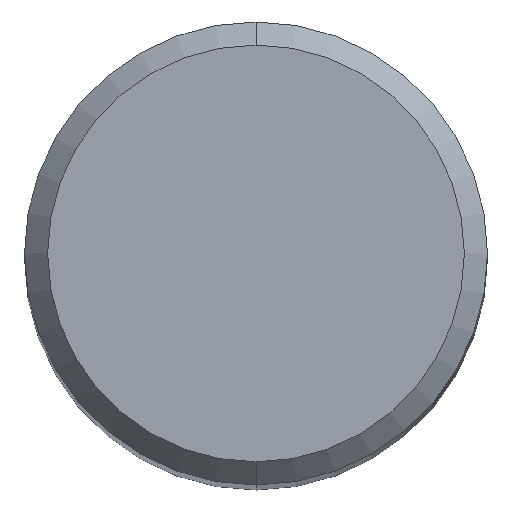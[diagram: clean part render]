
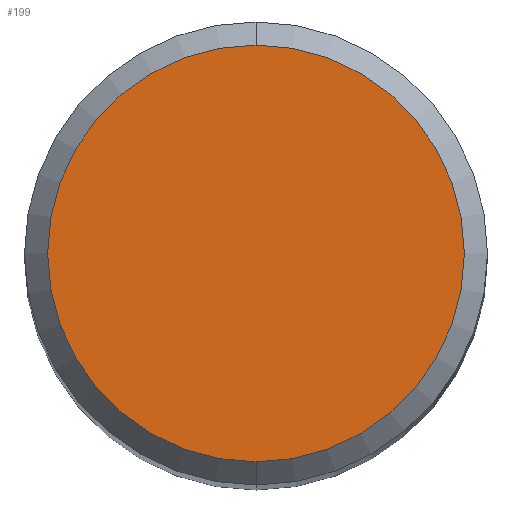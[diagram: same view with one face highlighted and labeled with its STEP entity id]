
A CAD part, top view. The second image highlights one B-rep face of the part: STEP entity #199.
In plain terms, the highlighted planar face has unit normal (0, 0, 1).
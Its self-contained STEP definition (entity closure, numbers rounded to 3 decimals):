
#121=EDGE_CURVE('',#139,#203,#304,.T.);
#139=VERTEX_POINT('',#325);
#199=ADVANCED_FACE('',(#393),#394,.T.);
#203=VERTEX_POINT('',#398);
#265=EDGE_CURVE('',#203,#139,#467,.T.);
#304=CIRCLE('',#503,5.4);
#325=CARTESIAN_POINT('',(0.0,5.4,0.0));
#393=FACE_OUTER_BOUND('',#611,.T.);
#394=PLANE('',#612);
#398=CARTESIAN_POINT('',(0.,-5.4,0.0));
#467=CIRCLE('',#713,5.4);
#503=AXIS2_PLACEMENT_3D('',#736,#737,#738);
#611=EDGE_LOOP('',(#858,#859));
#612=AXIS2_PLACEMENT_3D('',#860,#861,#862);
#713=AXIS2_PLACEMENT_3D('',#942,#943,#944);
#736=CARTESIAN_POINT('',(0.0,0.0,0.0));
#737=DIRECTION('',(0.0,0.0,-1.0));
#738=DIRECTION('',(0.0,1.0,0.0));
#858=ORIENTED_EDGE('',*,*,#121,.F.);
#859=ORIENTED_EDGE('',*,*,#265,.F.);
#860=CARTESIAN_POINT('',(0.0,2.7,0.0));
#861=DIRECTION('',(-0.0,0.0,1.0));
#862=DIRECTION('',(0.0,-1.0,0.0));
#942=CARTESIAN_POINT('',(0.0,0.0,0.0));
#943=DIRECTION('',(0.0,0.0,-1.0));
#944=DIRECTION('',(0.0,1.0,0.0));
